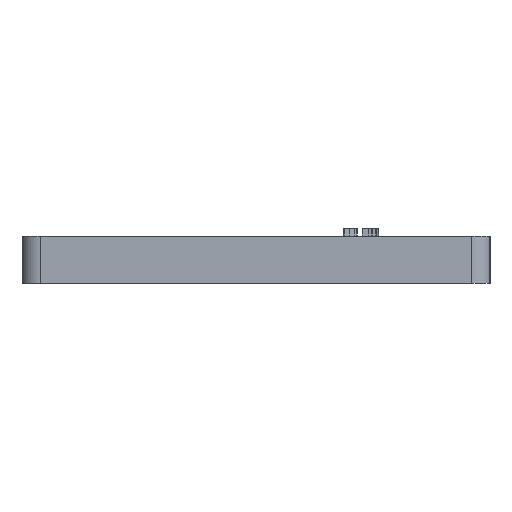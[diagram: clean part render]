
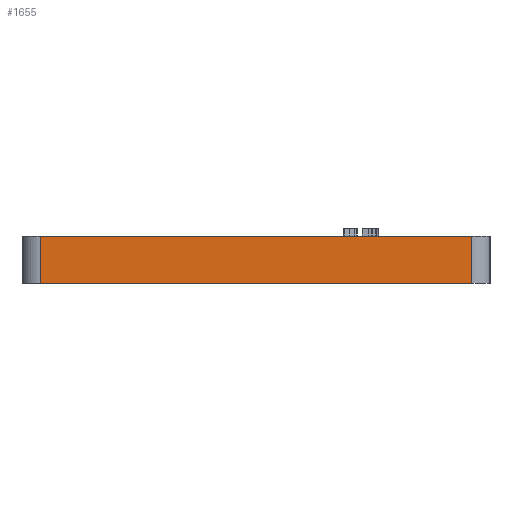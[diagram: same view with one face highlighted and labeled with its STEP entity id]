
A CAD part, left-side view. The second image highlights one B-rep face of the part: STEP entity #1655.
In plain terms, the highlighted planar face has unit normal (-1, 0, 0).
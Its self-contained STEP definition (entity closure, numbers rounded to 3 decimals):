
#168 = VERTEX_POINT('',#169);
#169 = CARTESIAN_POINT('',(-7.381,2.389,13.));
#176 = EDGE_CURVE('',#168,#177,#179,.T.);
#177 = VERTEX_POINT('',#178);
#178 = CARTESIAN_POINT('',(-7.381,-116.681,13.));
#179 = LINE('',#180,#181);
#180 = CARTESIAN_POINT('',(-7.381,2.389,13.));
#181 = VECTOR('',#182,1.);
#182 = DIRECTION('',(0.,-1.,0.));
#1634 = EDGE_CURVE('',#1635,#177,#1637,.T.);
#1635 = VERTEX_POINT('',#1636);
#1636 = CARTESIAN_POINT('',(-7.381,-116.681,0.));
#1637 = LINE('',#1638,#1639);
#1638 = CARTESIAN_POINT('',(-7.381,-116.681,0.));
#1639 = VECTOR('',#1640,1.);
#1640 = DIRECTION('',(0.,0.,1.));
#1655 = ADVANCED_FACE('',(#1656),#1674,.F.);
#1656 = FACE_BOUND('',#1657,.F.);
#1657 = EDGE_LOOP('',(#1658,#1666,#1667,#1668));
#1658 = ORIENTED_EDGE('',*,*,#1659,.T.);
#1659 = EDGE_CURVE('',#1660,#168,#1662,.T.);
#1660 = VERTEX_POINT('',#1661);
#1661 = CARTESIAN_POINT('',(-7.381,2.389,0.));
#1662 = LINE('',#1663,#1664);
#1663 = CARTESIAN_POINT('',(-7.381,2.389,0.));
#1664 = VECTOR('',#1665,1.);
#1665 = DIRECTION('',(0.,0.,1.));
#1666 = ORIENTED_EDGE('',*,*,#176,.T.);
#1667 = ORIENTED_EDGE('',*,*,#1634,.F.);
#1668 = ORIENTED_EDGE('',*,*,#1669,.F.);
#1669 = EDGE_CURVE('',#1660,#1635,#1670,.T.);
#1670 = LINE('',#1671,#1672);
#1671 = CARTESIAN_POINT('',(-7.381,2.389,0.));
#1672 = VECTOR('',#1673,1.);
#1673 = DIRECTION('',(0.,-1.,0.));
#1674 = PLANE('',#1675);
#1675 = AXIS2_PLACEMENT_3D('',#1676,#1677,#1678);
#1676 = CARTESIAN_POINT('',(-7.381,2.389,0.));
#1677 = DIRECTION('',(1.,0.,0.));
#1678 = DIRECTION('',(0.,-1.,0.));
